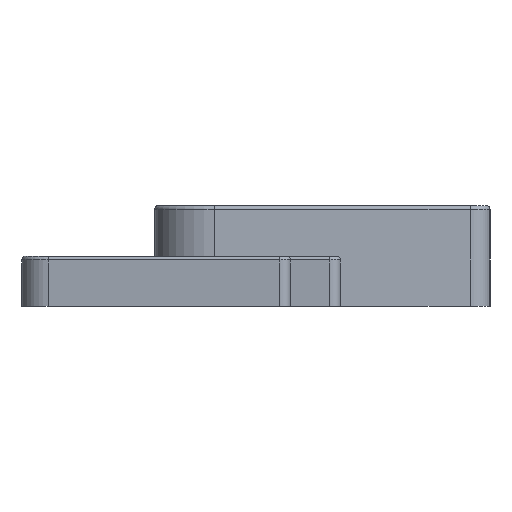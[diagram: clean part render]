
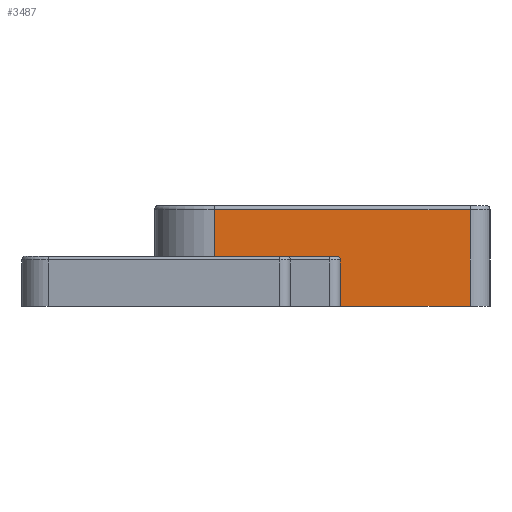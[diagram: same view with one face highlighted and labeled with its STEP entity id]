
A CAD part, left-side view. The second image highlights one B-rep face of the part: STEP entity #3487.
In plain terms, the highlighted planar face has unit normal (-1, 0, 0).
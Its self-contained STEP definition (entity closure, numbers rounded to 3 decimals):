
#101=PLANE('',#3888);
#300=FACE_OUTER_BOUND('',#549,.T.);
#549=EDGE_LOOP('',(#2793,#2794,#2795,#2796));
#814=LINE('',#5929,#1070);
#819=LINE('',#5946,#1075);
#820=LINE('',#5950,#1076);
#821=LINE('',#5951,#1077);
#1070=VECTOR('',#4770,10.);
#1075=VECTOR('',#4791,10.);
#1076=VECTOR('',#4796,10.);
#1077=VECTOR('',#4797,10.);
#1630=VERTEX_POINT('',#5923);
#1631=VERTEX_POINT('',#5927);
#1635=VERTEX_POINT('',#5945);
#1636=VERTEX_POINT('',#5949);
#2039=EDGE_CURVE('',#1630,#1631,#814,.T.);
#2047=EDGE_CURVE('',#1631,#1635,#819,.T.);
#2049=EDGE_CURVE('',#1636,#1630,#820,.T.);
#2050=EDGE_CURVE('',#1635,#1636,#821,.T.);
#2793=ORIENTED_EDGE('',*,*,#2039,.F.);
#2794=ORIENTED_EDGE('',*,*,#2049,.F.);
#2795=ORIENTED_EDGE('',*,*,#2050,.F.);
#2796=ORIENTED_EDGE('',*,*,#2047,.F.);
#3487=ADVANCED_FACE('',(#300),#101,.T.);
#3888=AXIS2_PLACEMENT_3D('',#5948,#4794,#4795);
#4770=DIRECTION('',(0.,-1.,0.));
#4791=DIRECTION('',(0.,0.,-1.));
#4794=DIRECTION('center_axis',(-1.,0.,0.));
#4795=DIRECTION('ref_axis',(0.,1.,0.));
#4796=DIRECTION('',(0.,0.,1.));
#4797=DIRECTION('',(0.,1.,0.));
#5923=CARTESIAN_POINT('',(-5.184,142.571,48.8));
#5927=CARTESIAN_POINT('',(-5.184,13.658,48.8));
#5929=CARTESIAN_POINT('',(-5.184,45.886,48.8));
#5945=CARTESIAN_POINT('',(-5.184,13.658,0.));
#5946=CARTESIAN_POINT('',(-5.184,13.658,50.8));
#5948=CARTESIAN_POINT('Origin',(-5.184,3.658,50.8));
#5949=CARTESIAN_POINT('',(-5.184,142.571,0.));
#5950=CARTESIAN_POINT('',(-5.184,142.571,25.4));
#5951=CARTESIAN_POINT('',(-5.184,172.571,0.));
